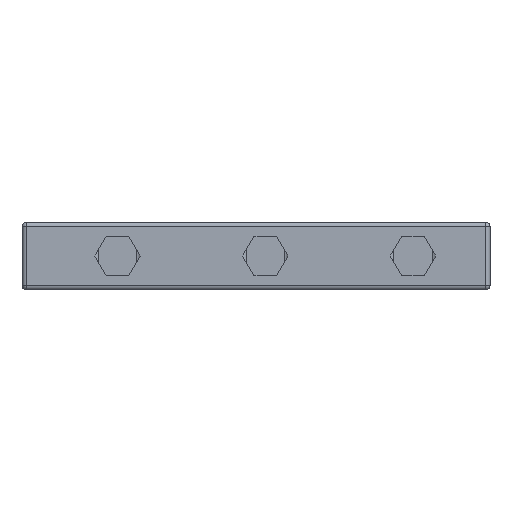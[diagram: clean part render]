
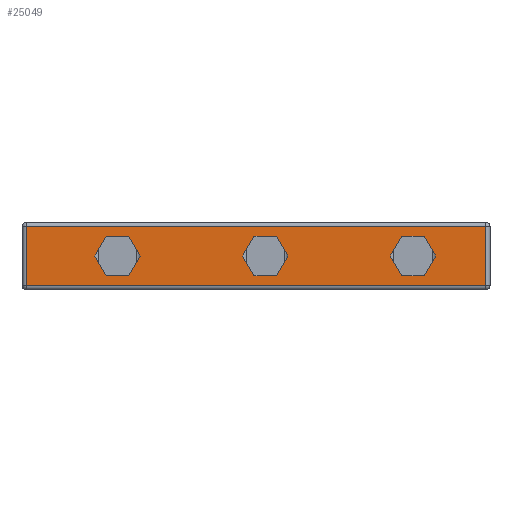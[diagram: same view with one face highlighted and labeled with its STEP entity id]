
A CAD part, front view. The second image highlights one B-rep face of the part: STEP entity #25049.
In plain terms, the highlighted planar face has unit normal (0, -1, 0).
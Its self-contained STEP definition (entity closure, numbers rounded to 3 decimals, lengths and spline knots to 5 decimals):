
#5000=PLANE('',#30449);
#5994=LINE('',#42878,#7613);
#5996=LINE('',#42882,#7615);
#5998=LINE('',#42886,#7617);
#6000=LINE('',#42890,#7619);
#6002=LINE('',#42894,#7621);
#6003=LINE('',#42896,#7622);
#6031=LINE('',#43264,#7650);
#6033=LINE('',#43268,#7652);
#6035=LINE('',#43272,#7654);
#6037=LINE('',#43276,#7656);
#6039=LINE('',#43280,#7658);
#6040=LINE('',#43282,#7659);
#6044=LINE('',#43291,#7663);
#6047=LINE('',#43297,#7666);
#6050=LINE('',#43303,#7669);
#6053=LINE('',#43309,#7672);
#6056=LINE('',#43315,#7675);
#6181=LINE('',#44839,#7800);
#6193=LINE('',#44883,#7812);
#6195=LINE('',#44893,#7814);
#6265=LINE('',#45247,#7884);
#6266=LINE('',#45249,#7885);
#7613=VECTOR('',#33451,1.);
#7615=VECTOR('',#33455,1.);
#7617=VECTOR('',#33459,1.);
#7619=VECTOR('',#33463,1.);
#7621=VECTOR('',#33467,1.);
#7622=VECTOR('',#33470,1.);
#7650=VECTOR('',#33582,1.);
#7652=VECTOR('',#33586,1.);
#7654=VECTOR('',#33590,1.);
#7656=VECTOR('',#33594,1.);
#7658=VECTOR('',#33598,1.);
#7659=VECTOR('',#33601,1.);
#7663=VECTOR('',#33607,1.);
#7666=VECTOR('',#33612,1.);
#7669=VECTOR('',#33617,1.);
#7672=VECTOR('',#33622,1.);
#7675=VECTOR('',#33627,1.);
#7800=VECTOR('',#34478,1.);
#7812=VECTOR('',#34532,1.);
#7814=VECTOR('',#34544,1.);
#7884=VECTOR('',#34912,1.);
#7885=VECTOR('',#34915,1.);
#11372=ORIENTED_EDGE('',*,*,#15939,.F.);
#11373=ORIENTED_EDGE('',*,*,#15937,.F.);
#11374=ORIENTED_EDGE('',*,*,#15935,.F.);
#11375=ORIENTED_EDGE('',*,*,#15933,.F.);
#11376=ORIENTED_EDGE('',*,*,#15931,.F.);
#11377=ORIENTED_EDGE('',*,*,#15940,.F.);
#11378=ORIENTED_EDGE('',*,*,#16014,.F.);
#11379=ORIENTED_EDGE('',*,*,#16012,.F.);
#11380=ORIENTED_EDGE('',*,*,#16010,.F.);
#11381=ORIENTED_EDGE('',*,*,#16008,.F.);
#11382=ORIENTED_EDGE('',*,*,#16006,.F.);
#11383=ORIENTED_EDGE('',*,*,#16015,.F.);
#11384=ORIENTED_EDGE('',*,*,#16019,.F.);
#11385=ORIENTED_EDGE('',*,*,#16022,.F.);
#11386=ORIENTED_EDGE('',*,*,#16025,.F.);
#11387=ORIENTED_EDGE('',*,*,#16028,.F.);
#11388=ORIENTED_EDGE('',*,*,#16031,.F.);
#11389=ORIENTED_EDGE('',*,*,#16591,.F.);
#11390=ORIENTED_EDGE('',*,*,#16402,.T.);
#11391=ORIENTED_EDGE('',*,*,#16425,.F.);
#11392=ORIENTED_EDGE('',*,*,#16430,.F.);
#11393=ORIENTED_EDGE('',*,*,#16590,.T.);
#15931=EDGE_CURVE('',#18729,#18728,#5994,.T.);
#15933=EDGE_CURVE('',#18728,#18730,#5996,.T.);
#15935=EDGE_CURVE('',#18730,#18731,#5998,.T.);
#15937=EDGE_CURVE('',#18731,#18732,#6000,.T.);
#15939=EDGE_CURVE('',#18732,#18733,#6002,.T.);
#15940=EDGE_CURVE('',#18733,#18729,#6003,.T.);
#16006=EDGE_CURVE('',#18775,#18774,#6031,.T.);
#16008=EDGE_CURVE('',#18774,#18776,#6033,.T.);
#16010=EDGE_CURVE('',#18776,#18777,#6035,.T.);
#16012=EDGE_CURVE('',#18777,#18778,#6037,.T.);
#16014=EDGE_CURVE('',#18778,#18779,#6039,.T.);
#16015=EDGE_CURVE('',#18779,#18775,#6040,.T.);
#16019=EDGE_CURVE('',#18783,#18780,#6044,.T.);
#16022=EDGE_CURVE('',#18785,#18783,#6047,.T.);
#16025=EDGE_CURVE('',#18787,#18785,#6050,.T.);
#16028=EDGE_CURVE('',#18789,#18787,#6053,.T.);
#16031=EDGE_CURVE('',#18791,#18789,#6056,.T.);
#16402=EDGE_CURVE('',#18993,#18996,#6181,.T.);
#16425=EDGE_CURVE('',#19008,#18996,#6193,.T.);
#16430=EDGE_CURVE('',#19011,#19008,#6195,.T.);
#16590=EDGE_CURVE('',#19011,#18993,#6265,.T.);
#16591=EDGE_CURVE('',#18780,#18791,#6266,.T.);
#18728=VERTEX_POINT('',#42875);
#18729=VERTEX_POINT('',#42877);
#18730=VERTEX_POINT('',#42881);
#18731=VERTEX_POINT('',#42885);
#18732=VERTEX_POINT('',#42889);
#18733=VERTEX_POINT('',#42893);
#18774=VERTEX_POINT('',#43261);
#18775=VERTEX_POINT('',#43263);
#18776=VERTEX_POINT('',#43267);
#18777=VERTEX_POINT('',#43271);
#18778=VERTEX_POINT('',#43275);
#18779=VERTEX_POINT('',#43279);
#18780=VERTEX_POINT('',#43285);
#18783=VERTEX_POINT('',#43290);
#18785=VERTEX_POINT('',#43296);
#18787=VERTEX_POINT('',#43302);
#18789=VERTEX_POINT('',#43308);
#18791=VERTEX_POINT('',#43314);
#18993=VERTEX_POINT('',#44830);
#18996=VERTEX_POINT('',#44837);
#19008=VERTEX_POINT('',#44882);
#19011=VERTEX_POINT('',#44892);
#22125=EDGE_LOOP('',(#11372,#11373,#11374,#11375,#11376,#11377));
#22126=EDGE_LOOP('',(#11378,#11379,#11380,#11381,#11382,#11383));
#22127=EDGE_LOOP('',(#11384,#11385,#11386,#11387,#11388,#11389));
#22128=EDGE_LOOP('',(#11390,#11391,#11392,#11393));
#23483=FACE_BOUND('',#22125,.T.);
#23484=FACE_BOUND('',#22126,.T.);
#23485=FACE_BOUND('',#22127,.T.);
#23486=FACE_BOUND('',#22128,.T.);
#25049=ADVANCED_FACE('',(#23483,#23484,#23485,#23486),#5000,.T.);
#30449=AXIS2_PLACEMENT_3D('',#45248,#34913,#34914);
#33451=DIRECTION('',(0.5,0.,0.866));
#33455=DIRECTION('',(-0.5,0.,0.866));
#33459=DIRECTION('',(-1.,0.,0.));
#33463=DIRECTION('',(-0.5,0.,-0.866));
#33467=DIRECTION('',(0.5,0.,-0.866));
#33470=DIRECTION('',(1.,0.,0.));
#33582=DIRECTION('',(0.5,0.,0.866));
#33586=DIRECTION('',(-0.5,0.,0.866));
#33590=DIRECTION('',(-1.,0.,0.));
#33594=DIRECTION('',(-0.5,0.,-0.866));
#33598=DIRECTION('',(0.5,0.,-0.866));
#33601=DIRECTION('',(1.,0.,0.));
#33607=DIRECTION('',(0.5,0.,-0.866));
#33612=DIRECTION('',(-0.5,0.,-0.866));
#33617=DIRECTION('',(-1.,0.,0.));
#33622=DIRECTION('',(-0.5,0.,0.866));
#33627=DIRECTION('',(0.5,0.,0.866));
#34478=DIRECTION('',(1.,0.,0.));
#34532=DIRECTION('',(0.,0.,-1.));
#34544=DIRECTION('',(1.,0.,0.));
#34912=DIRECTION('',(0.,0.,-1.));
#34913=DIRECTION('',(0.,-1.,0.));
#34914=DIRECTION('',(1.,0.,0.));
#34915=DIRECTION('',(1.,0.,0.));
#42875=CARTESIAN_POINT('',(0.01294,0.,0.00465));
#42877=CARTESIAN_POINT('',(0.01031,0.,0.0001));
#42878=CARTESIAN_POINT('',(0.01031,0.,0.0001));
#42881=CARTESIAN_POINT('',(0.01031,0.,0.0092));
#42882=CARTESIAN_POINT('',(0.01294,0.,0.00465));
#42885=CARTESIAN_POINT('',(0.00506,0.,0.0092));
#42886=CARTESIAN_POINT('',(-0.05828,0.,0.0092));
#42889=CARTESIAN_POINT('',(0.00244,0.,0.00465));
#42890=CARTESIAN_POINT('',(0.00506,0.,0.0092));
#42893=CARTESIAN_POINT('',(0.00506,0.,0.0001));
#42894=CARTESIAN_POINT('',(0.00244,0.,0.00465));
#42896=CARTESIAN_POINT('',(-0.06353,0.,0.0001));
#43261=CARTESIAN_POINT('',(-0.02136,0.,0.00465));
#43263=CARTESIAN_POINT('',(-0.02398,0.,0.0001));
#43264=CARTESIAN_POINT('',(-0.02398,0.,0.0001));
#43267=CARTESIAN_POINT('',(-0.02398,0.,0.0092));
#43268=CARTESIAN_POINT('',(-0.02136,0.,0.00465));
#43271=CARTESIAN_POINT('',(-0.02923,0.,0.0092));
#43272=CARTESIAN_POINT('',(-0.05828,0.,0.0092));
#43275=CARTESIAN_POINT('',(-0.03186,0.,0.00465));
#43276=CARTESIAN_POINT('',(-0.02923,0.,0.0092));
#43279=CARTESIAN_POINT('',(-0.02923,0.,0.0001));
#43280=CARTESIAN_POINT('',(-0.03186,0.,0.00465));
#43282=CARTESIAN_POINT('',(-0.06353,0.,0.0001));
#43285=CARTESIAN_POINT('',(-0.06353,0.,0.0001));
#43290=CARTESIAN_POINT('',(-0.06615,0.,0.00465));
#43291=CARTESIAN_POINT('',(-0.06615,0.,0.00465));
#43296=CARTESIAN_POINT('',(-0.06353,0.,0.0092));
#43297=CARTESIAN_POINT('',(-0.06353,0.,0.0092));
#43302=CARTESIAN_POINT('',(-0.05828,0.,0.0092));
#43303=CARTESIAN_POINT('',(-0.05828,0.,0.0092));
#43308=CARTESIAN_POINT('',(-0.05565,0.,0.00465));
#43309=CARTESIAN_POINT('',(-0.05565,0.,0.00465));
#43314=CARTESIAN_POINT('',(-0.05828,0.,0.0001));
#43315=CARTESIAN_POINT('',(-0.05828,0.,0.0001));
#44830=CARTESIAN_POINT('',(-0.08205,0.,-0.0022));
#44837=CARTESIAN_POINT('',(0.02455,0.,-0.0022));
#44839=CARTESIAN_POINT('',(-0.08205,0.,-0.0022));
#44882=CARTESIAN_POINT('',(0.02455,0.,0.0115));
#44883=CARTESIAN_POINT('',(0.02455,0.,0.0115));
#44892=CARTESIAN_POINT('',(-0.08205,0.,0.0115));
#44893=CARTESIAN_POINT('',(-0.08205,0.,0.0115));
#45247=CARTESIAN_POINT('',(-0.08205,0.,0.0115));
#45248=CARTESIAN_POINT('',(-0.08305,0.,-0.0125));
#45249=CARTESIAN_POINT('',(-0.06353,0.,0.0001));
